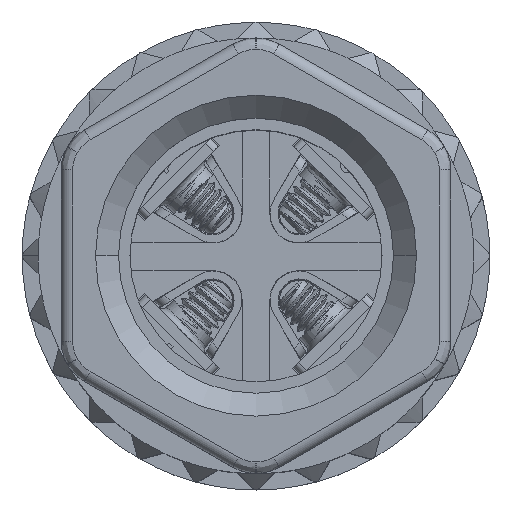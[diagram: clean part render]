
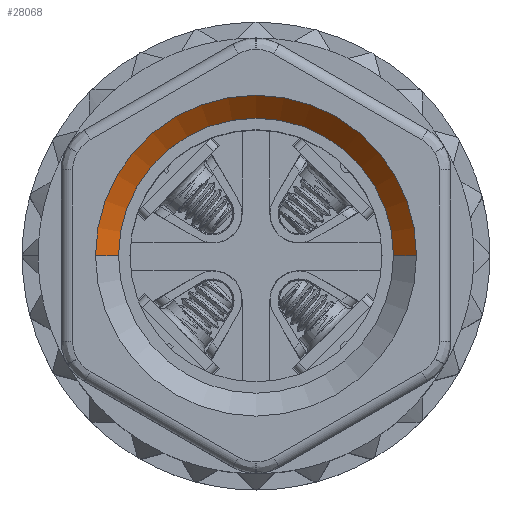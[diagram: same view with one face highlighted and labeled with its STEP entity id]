
A CAD part, top view. The second image highlights one B-rep face of the part: STEP entity #28068.
In plain terms, the highlighted conical face has half-angle 45 degrees and reference radius 6 mm.
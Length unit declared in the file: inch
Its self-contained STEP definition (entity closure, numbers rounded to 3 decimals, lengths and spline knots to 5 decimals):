
#14052 = DIRECTION ( 'NONE',  ( 0., 0., 1. ) ) ;
#14088 = VERTEX_POINT ( 'NONE', #96943 ) ;
#19908 = CARTESIAN_POINT ( 'NONE',  ( 0.23622, 0., 1.58661 ) ) ;
#28068 = ADVANCED_FACE ( 'NONE', ( #108137 ), #127090, .F. ) ;
#36046 = DIRECTION ( 'NONE',  ( 0., -1., 0. ) ) ;
#48929 = CARTESIAN_POINT ( 'NONE',  ( -0.23622, 0., 1.58661 ) ) ;
#55085 = LINE ( 'NONE', #19908, #137650 ) ;
#62231 = EDGE_LOOP ( 'NONE', ( #94311, #68673, #87711, #106723 ) ) ;
#62912 = CIRCLE ( 'NONE', #93459, 0.27559 ) ;
#68673 = ORIENTED_EDGE ( 'NONE', *, *, #145052, .F. ) ;
#70563 = CIRCLE ( 'NONE', #141019, 0.23622 ) ;
#72011 = CARTESIAN_POINT ( 'NONE',  ( 0., 0., 1.58661 ) ) ;
#74340 = DIRECTION ( 'NONE',  ( 0., 0., 1. ) ) ;
#83579 = EDGE_CURVE ( 'NONE', #86397, #138625, #138585, .T. ) ;
#83617 = VECTOR ( 'NONE', #137854, 39.37008 ) ;
#86093 = CARTESIAN_POINT ( 'NONE',  ( 0., 0., 1.58661 ) ) ;
#86397 = VERTEX_POINT ( 'NONE', #98960 ) ;
#87711 = ORIENTED_EDGE ( 'NONE', *, *, #126219, .T. ) ;
#92880 = CARTESIAN_POINT ( 'NONE',  ( 0.27559, 0., 1.62598 ) ) ;
#93459 = AXIS2_PLACEMENT_3D ( 'NONE', #120010, #97211, #144222 ) ;
#94311 = ORIENTED_EDGE ( 'NONE', *, *, #83579, .F. ) ;
#96943 = CARTESIAN_POINT ( 'NONE',  ( 0.23622, 0., 1.58661 ) ) ;
#97211 = DIRECTION ( 'NONE',  ( 0., 0., 1. ) ) ;
#98960 = CARTESIAN_POINT ( 'NONE',  ( -0.23622, 0., 1.58661 ) ) ;
#106560 = VERTEX_POINT ( 'NONE', #92880 ) ;
#106723 = ORIENTED_EDGE ( 'NONE', *, *, #141585, .T. ) ;
#108137 = FACE_OUTER_BOUND ( 'NONE', #62231, .T. ) ;
#118441 = DIRECTION ( 'NONE',  ( 1., 0., 0. ) ) ;
#120010 = CARTESIAN_POINT ( 'NONE',  ( 0., 0., 1.62598 ) ) ;
#122746 = DIRECTION ( 'NONE',  ( 0.707, 0., 0.707 ) ) ;
#126214 = CARTESIAN_POINT ( 'NONE',  ( -0.27559, 0., 1.62598 ) ) ;
#126219 = EDGE_CURVE ( 'NONE', #14088, #106560, #55085, .T. ) ;
#127090 = CONICAL_SURFACE ( 'NONE', #138822, 0.23622, 0.785 ) ;
#137650 = VECTOR ( 'NONE', #122746, 39.37008 ) ;
#137854 = DIRECTION ( 'NONE',  ( -0.707, 0., 0.707 ) ) ;
#138585 = LINE ( 'NONE', #48929, #83617 ) ;
#138625 = VERTEX_POINT ( 'NONE', #126214 ) ;
#138822 = AXIS2_PLACEMENT_3D ( 'NONE', #86093, #74340, #118441 ) ;
#141019 = AXIS2_PLACEMENT_3D ( 'NONE', #72011, #14052, #36046 ) ;
#141585 = EDGE_CURVE ( 'NONE', #106560, #138625, #62912, .T. ) ;
#144222 = DIRECTION ( 'NONE',  ( 1., 0., 0. ) ) ;
#145052 = EDGE_CURVE ( 'NONE', #14088, #86397, #70563, .T. ) ;
